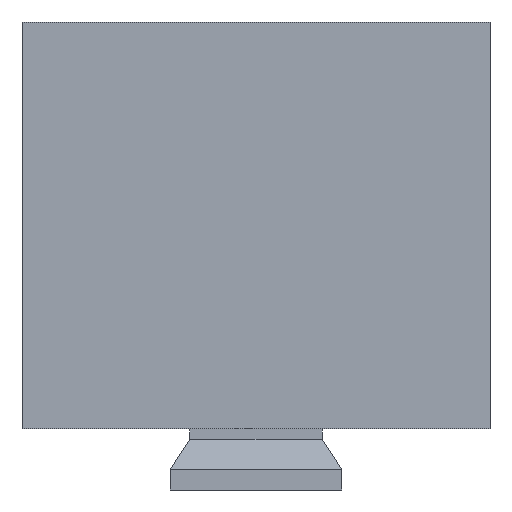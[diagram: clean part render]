
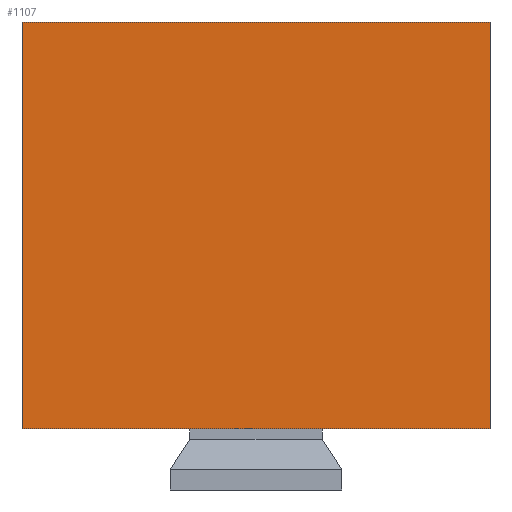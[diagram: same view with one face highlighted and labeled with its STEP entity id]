
A CAD part, front view. The second image highlights one B-rep face of the part: STEP entity #1107.
In plain terms, the highlighted planar face has unit normal (0, -1, 0).
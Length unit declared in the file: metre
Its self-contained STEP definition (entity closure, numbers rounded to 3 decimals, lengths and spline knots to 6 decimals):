
#106=ORIENTED_EDGE('',*,*,#399,.T.);
#107=ORIENTED_EDGE('',*,*,#373,.F.);
#108=ORIENTED_EDGE('',*,*,#395,.F.);
#109=ORIENTED_EDGE('',*,*,#359,.T.);
#359=EDGE_CURVE('',#512,#511,#611,.T.);
#373=EDGE_CURVE('',#525,#523,#625,.T.);
#395=EDGE_CURVE('',#512,#525,#647,.T.);
#399=EDGE_CURVE('',#511,#523,#651,.T.);
#511=VERTEX_POINT('',#1606);
#512=VERTEX_POINT('',#1608);
#523=VERTEX_POINT('',#1631);
#525=VERTEX_POINT('',#1635);
#611=LINE('',#1607,#759);
#625=LINE('',#1636,#773);
#647=LINE('',#1679,#795);
#651=LINE('',#1685,#799);
#759=VECTOR('',#1288,1.);
#773=VECTOR('',#1304,1.);
#795=VECTOR('',#1336,1.);
#799=VECTOR('',#1344,1.);
#892=EDGE_LOOP('',(#106,#107,#108,#109));
#974=FACE_BOUND('',#892,.T.);
#1045=PLANE('',#1184);
#1107=ADVANCED_FACE('',(#974),#1045,.F.);
#1184=AXIS2_PLACEMENT_3D('',#1684,#1342,#1343);
#1288=DIRECTION('',(0.,0.,-1.));
#1304=DIRECTION('',(0.,0.,-1.));
#1336=DIRECTION('',(1.,0.,0.));
#1342=DIRECTION('',(0.,1.,0.));
#1343=DIRECTION('',(0.,0.,1.));
#1344=DIRECTION('',(1.,0.,0.));
#1606=CARTESIAN_POINT('',(0.,-0.039,0.));
#1607=CARTESIAN_POINT('',(0.,-0.039,0.04));
#1608=CARTESIAN_POINT('',(0.,-0.039,0.04));
#1631=CARTESIAN_POINT('',(0.046,-0.039,0.));
#1635=CARTESIAN_POINT('',(0.046,-0.039,0.04));
#1636=CARTESIAN_POINT('',(0.046,-0.039,0.04));
#1679=CARTESIAN_POINT('',(0.023,-0.039,0.04));
#1684=CARTESIAN_POINT('',(0.023,-0.039,0.04));
#1685=CARTESIAN_POINT('',(0.023,-0.039,0.));
